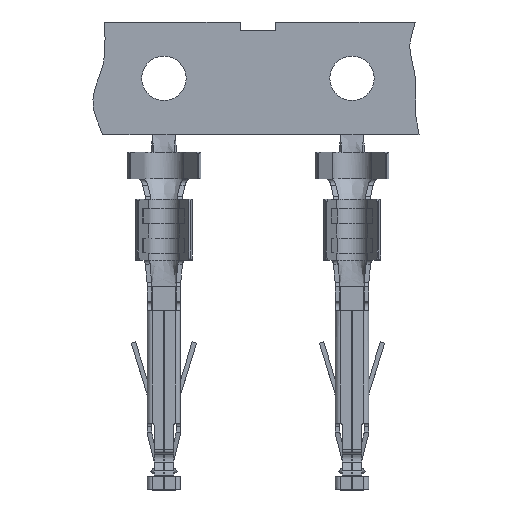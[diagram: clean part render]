
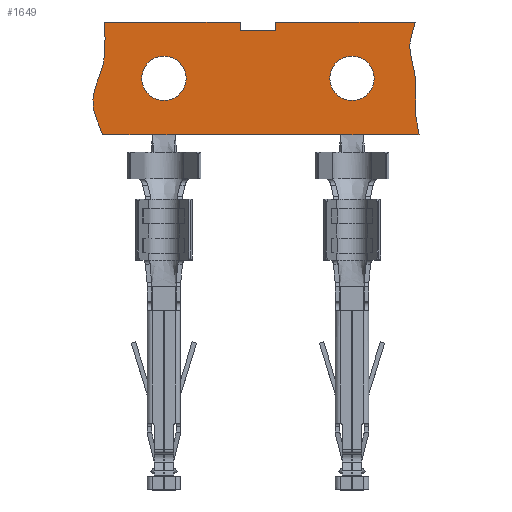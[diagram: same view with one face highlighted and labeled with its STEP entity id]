
A CAD part, top view. The second image highlights one B-rep face of the part: STEP entity #1649.
In plain terms, the highlighted planar face has unit normal (0, 0, 1).
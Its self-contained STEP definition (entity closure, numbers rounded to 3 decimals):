
#1649 = ADVANCED_FACE( '', ( #3366, #3367, #3368 ), #3369, .T. );
#3366 = FACE_OUTER_BOUND( '', #7513, .T. );
#3367 = FACE_BOUND( '', #7514, .T. );
#3368 = FACE_BOUND( '', #7515, .T. );
#3369 = PLANE( '', #7516 );
#7513 = EDGE_LOOP( '', ( #12589, #12590, #12591, #12592, #12593, #12594, #12595, #12596, #12597, #12598, #12599, #12600 ) );
#7514 = EDGE_LOOP( '', ( #12601 ) );
#7515 = EDGE_LOOP( '', ( #12602 ) );
#7516 = AXIS2_PLACEMENT_3D( '', #12603, #12604, #12605 );
#12589 = ORIENTED_EDGE( '', *, *, #14970, .F. );
#12590 = ORIENTED_EDGE( '', *, *, #15505, .T. );
#12591 = ORIENTED_EDGE( '', *, *, #14320, .T. );
#12592 = ORIENTED_EDGE( '', *, *, #13611, .T. );
#12593 = ORIENTED_EDGE( '', *, *, #14712, .T. );
#12594 = ORIENTED_EDGE( '', *, *, #15450, .T. );
#12595 = ORIENTED_EDGE( '', *, *, #15481, .F. );
#12596 = ORIENTED_EDGE( '', *, *, #14568, .T. );
#12597 = ORIENTED_EDGE( '', *, *, #14449, .T. );
#12598 = ORIENTED_EDGE( '', *, *, #15432, .T. );
#12599 = ORIENTED_EDGE( '', *, *, #13989, .T. );
#12600 = ORIENTED_EDGE( '', *, *, #13688, .T. );
#12601 = ORIENTED_EDGE( '', *, *, #15161, .T. );
#12602 = ORIENTED_EDGE( '', *, *, #15506, .T. );
#12603 = CARTESIAN_POINT( '', ( 0., 0., -0.925 ) );
#12604 = DIRECTION( '', ( 0., 0., 1. ) );
#12605 = DIRECTION( '', ( 1., 0., 0. ) );
#13611 = EDGE_CURVE( '', #16040, #16041, #16042, .T. );
#13688 = EDGE_CURVE( '', #16176, #16174, #16177, .T. );
#13989 = EDGE_CURVE( '', #16446, #16176, #16698, .T. );
#14320 = EDGE_CURVE( '', #17222, #16040, #17223, .T. );
#14449 = EDGE_CURVE( '', #17414, #15893, #17415, .T. );
#14568 = EDGE_CURVE( '', #17583, #17414, #17588, .T. );
#14712 = EDGE_CURVE( '', #16041, #17801, #17802, .T. );
#14970 = EDGE_CURVE( '', #18150, #16174, #18152, .T. );
#15161 = EDGE_CURVE( '', #18396, #18396, #18397, .T. );
#15432 = EDGE_CURVE( '', #15893, #16446, #18720, .T. );
#15450 = EDGE_CURVE( '', #17801, #18738, #18740, .T. );
#15481 = EDGE_CURVE( '', #17583, #18738, #18771, .T. );
#15505 = EDGE_CURVE( '', #18150, #17222, #18798, .T. );
#15506 = EDGE_CURVE( '', #18799, #18799, #18800, .T. );
#15893 = VERTEX_POINT( '', #19368 );
#16040 = VERTEX_POINT( '', #19604 );
#16041 = VERTEX_POINT( '', #19605 );
#16042 = LINE( '', #19606, #19607 );
#16174 = VERTEX_POINT( '', #19849 );
#16176 = VERTEX_POINT( '', #19852 );
#16177 = LINE( '', #19853, #19854 );
#16446 = VERTEX_POINT( '', #20251 );
#16698 = LINE( '', #20668, #20669 );
#17222 = VERTEX_POINT( '', #21651 );
#17223 = LINE( '', #21652, #21653 );
#17414 = VERTEX_POINT( '', #21964 );
#17415 = LINE( '', #21965, #21966 );
#17583 = VERTEX_POINT( '', #22356 );
#17588 = LINE( '', #22364, #22365 );
#17801 = VERTEX_POINT( '', #22736 );
#17802 = LINE( '', #22737, #22738 );
#18150 = VERTEX_POINT( '', #23425 );
#18152 = B_SPLINE_CURVE_WITH_KNOTS( '', 3, ( #23428, #23429, #23430, #23431, #23432, #23433, #23434 ), .UNSPECIFIED., .F., .F., ( 4, 1, 1, 1, 4 ), ( 0., 0.23, 0.484, 0.791, 1. ), .UNSPECIFIED. );
#18396 = VERTEX_POINT( '', #23857 );
#18397 = CIRCLE( '', #23858, 0.75 );
#18720 = LINE( '', #24417, #24418 );
#18738 = VERTEX_POINT( '', #24444 );
#18740 = LINE( '', #24447, #24448 );
#18771 = B_SPLINE_CURVE_WITH_KNOTS( '', 3, ( #24495, #24496, #24497, #24498, #24499, #24500 ), .UNSPECIFIED., .F., .F., ( 4, 1, 1, 4 ), ( 0., 0.327, 0.609, 1. ), .UNSPECIFIED. );
#18798 = LINE( '', #24555, #24556 );
#18799 = VERTEX_POINT( '', #24557 );
#18800 = CIRCLE( '', #24558, 0.75 );
#19368 = CARTESIAN_POINT( '', ( -5.963, 12., -0.925 ) );
#19604 = CARTESIAN_POINT( '', ( -2.575, 15.5, -0.925 ) );
#19605 = CARTESIAN_POINT( '', ( -3.775, 15.5, -0.925 ) );
#19606 = CARTESIAN_POINT( '', ( -2.575, 15.5, -0.925 ) );
#19607 = VECTOR( '', #24961, 1000. );
#19849 = CARTESIAN_POINT( '', ( 2.262, 12., -0.925 ) );
#19852 = CARTESIAN_POINT( '', ( 0.388, 12., -0.925 ) );
#19853 = CARTESIAN_POINT( '', ( -3.175, 12., -0.925 ) );
#19854 = VECTOR( '', #25037, 1000. );
#20251 = CARTESIAN_POINT( '', ( -0.388, 12., -0.925 ) );
#20668 = CARTESIAN_POINT( '', ( -0.388, 12., -0.925 ) );
#20669 = VECTOR( '', #25382, 1000. );
#21651 = CARTESIAN_POINT( '', ( -2.575, 15.8, -0.925 ) );
#21652 = CARTESIAN_POINT( '', ( -2.575, 15.8, -0.925 ) );
#21653 = VECTOR( '', #25711, 1000. );
#21964 = CARTESIAN_POINT( '', ( -6.738, 12., -0.925 ) );
#21965 = CARTESIAN_POINT( '', ( -6.738, 12., -0.925 ) );
#21966 = VECTOR( '', #25833, 1000. );
#22356 = CARTESIAN_POINT( '', ( -8.422, 12., -0.925 ) );
#22364 = CARTESIAN_POINT( '', ( -9.525, 12., -0.925 ) );
#22365 = VECTOR( '', #25916, 1000. );
#22736 = CARTESIAN_POINT( '', ( -3.775, 15.8, -0.925 ) );
#22737 = CARTESIAN_POINT( '', ( -3.775, 15.5, -0.925 ) );
#22738 = VECTOR( '', #26052, 1000. );
#23425 = CARTESIAN_POINT( '', ( 2.133, 15.8, -0.925 ) );
#23428 = CARTESIAN_POINT( '', ( 2.133, 15.8, -0.925 ) );
#23429 = CARTESIAN_POINT( '', ( 2.036, 15.49, -0.925 ) );
#23430 = CARTESIAN_POINT( '', ( 1.84, 14.913, -0.925 ) );
#23431 = CARTESIAN_POINT( '', ( 2.248, 13.914, -0.925 ) );
#23432 = CARTESIAN_POINT( '', ( 2.062, 12.897, -0.925 ) );
#23433 = CARTESIAN_POINT( '', ( 2.205, 12.289, -0.925 ) );
#23434 = CARTESIAN_POINT( '', ( 2.262, 12., -0.925 ) );
#23857 = CARTESIAN_POINT( '', ( 0.75, 13.9, -0.925 ) );
#23858 = AXIS2_PLACEMENT_3D( '', #26471, #26472, #26473 );
#24417 = CARTESIAN_POINT( '', ( -3.175, 12., -0.925 ) );
#24418 = VECTOR( '', #26690, 1000. );
#24444 = CARTESIAN_POINT( '', ( -8.357, 15.8, -0.925 ) );
#24447 = CARTESIAN_POINT( '', ( -3.775, 15.8, -0.925 ) );
#24448 = VECTOR( '', #26700, 1000. );
#24495 = CARTESIAN_POINT( '', ( -8.422, 12., -0.925 ) );
#24496 = CARTESIAN_POINT( '', ( -8.604, 12.43, -0.925 ) );
#24497 = CARTESIAN_POINT( '', ( -8.927, 13.172, -0.925 ) );
#24498 = CARTESIAN_POINT( '', ( -8.255, 14.422, -0.925 ) );
#24499 = CARTESIAN_POINT( '', ( -8.34, 15.243, -0.925 ) );
#24500 = CARTESIAN_POINT( '', ( -8.357, 15.8, -0.925 ) );
#24555 = CARTESIAN_POINT( '', ( 2.575, 15.8, -0.925 ) );
#24556 = VECTOR( '', #26731, 1000. );
#24557 = CARTESIAN_POINT( '', ( -7.1, 13.9, -0.925 ) );
#24558 = AXIS2_PLACEMENT_3D( '', #26732, #26733, #26734 );
#24961 = DIRECTION( '', ( -1., 0., 0. ) );
#25037 = DIRECTION( '', ( 1., 0., 0. ) );
#25382 = DIRECTION( '', ( 1., 0., 0. ) );
#25711 = DIRECTION( '', ( 0., -1., 0. ) );
#25833 = DIRECTION( '', ( 1., 0., 0. ) );
#25916 = DIRECTION( '', ( 1., 0., 0. ) );
#26052 = DIRECTION( '', ( 0., 1., 0. ) );
#26471 = CARTESIAN_POINT( '', ( 0., 13.9, -0.925 ) );
#26472 = DIRECTION( '', ( 0., 0., -1. ) );
#26473 = DIRECTION( '', ( 1., 0., 0. ) );
#26690 = DIRECTION( '', ( 1., 0., 0. ) );
#26700 = DIRECTION( '', ( -1., 0., 0. ) );
#26731 = DIRECTION( '', ( -1., 0., 0. ) );
#26732 = CARTESIAN_POINT( '', ( -6.35, 13.9, -0.925 ) );
#26733 = DIRECTION( '', ( 0., 0., -1. ) );
#26734 = DIRECTION( '', ( -1., 0., 0. ) );
